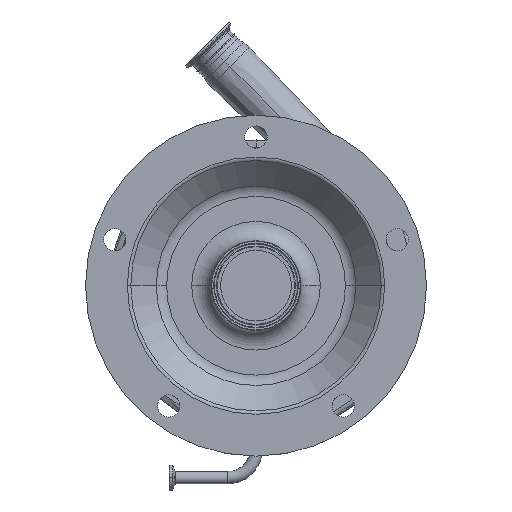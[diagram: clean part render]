
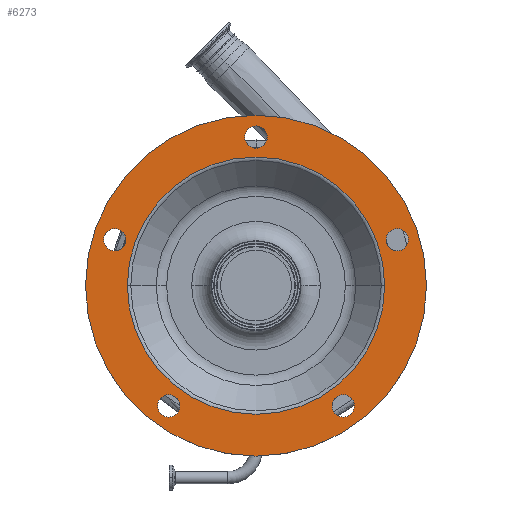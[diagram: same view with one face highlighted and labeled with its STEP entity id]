
A CAD part, top view. The second image highlights one B-rep face of the part: STEP entity #6273.
In plain terms, the highlighted planar face has unit normal (0, 0, 1).
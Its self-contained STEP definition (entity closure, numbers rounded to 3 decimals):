
#56 = VERTEX_POINT ( 'NONE', #12184 ) ;
#254 = AXIS2_PLACEMENT_3D ( 'NONE', #12944, #8665, #11926 ) ;
#304 = CARTESIAN_POINT ( 'NONE',  ( 0., 0., 266.5 ) ) ;
#325 = VERTEX_POINT ( 'NONE', #11502 ) ;
#492 = ORIENTED_EDGE ( 'NONE', *, *, #12183, .T. ) ;
#610 = ORIENTED_EDGE ( 'NONE', *, *, #7839, .F. ) ;
#651 = ORIENTED_EDGE ( 'NONE', *, *, #3030, .F. ) ;
#720 = CIRCLE ( 'NONE', #9024, 11.5 ) ;
#790 = DIRECTION ( 'NONE',  ( 0., 0., -1. ) ) ;
#872 = VERTEX_POINT ( 'NONE', #6599 ) ;
#948 = AXIS2_PLACEMENT_3D ( 'NONE', #7670, #11840, #9924 ) ;
#956 = VERTEX_POINT ( 'NONE', #6673 ) ;
#978 = CARTESIAN_POINT ( 'NONE',  ( 145.036, 47.125, 266.5 ) ) ;
#989 = DIRECTION ( 'NONE',  ( 0., 0., 1. ) ) ;
#1033 = CARTESIAN_POINT ( 'NONE',  ( -132.071, 0., 266.5 ) ) ;
#1089 = ORIENTED_EDGE ( 'NONE', *, *, #10782, .F. ) ;
#1298 = DIRECTION ( 'NONE',  ( 0., 0., 1. ) ) ;
#1465 = CARTESIAN_POINT ( 'NONE',  ( 89.637, -123.375, 266.5 ) ) ;
#1592 = EDGE_LOOP ( 'NONE', ( #1835, #1089 ) ) ;
#1652 = DIRECTION ( 'NONE',  ( 0., 0., 1. ) ) ;
#1688 = EDGE_LOOP ( 'NONE', ( #7061, #492 ) ) ;
#1741 = CARTESIAN_POINT ( 'NONE',  ( 11.5, 152.5, 266.5 ) ) ;
#1752 = CARTESIAN_POINT ( 'NONE',  ( 132.071, 0., 266.5 ) ) ;
#1835 = ORIENTED_EDGE ( 'NONE', *, *, #9306, .F. ) ;
#1948 = FACE_BOUND ( 'NONE', #1592, .T. ) ;
#1981 = DIRECTION ( 'NONE',  ( 0., 0., -1. ) ) ;
#2309 = ORIENTED_EDGE ( 'NONE', *, *, #2507, .F. ) ;
#2507 = EDGE_CURVE ( 'NONE', #3527, #325, #12013, .T. ) ;
#2520 = CIRCLE ( 'NONE', #4328, 175. ) ;
#2599 = AXIS2_PLACEMENT_3D ( 'NONE', #6503, #1298, #7318 ) ;
#2602 = AXIS2_PLACEMENT_3D ( 'NONE', #10116, #1981, #6173 ) ;
#2652 = EDGE_CURVE ( 'NONE', #872, #9032, #11803, .T. ) ;
#2689 = DIRECTION ( 'NONE',  ( 0., 0., 1. ) ) ;
#2915 = PLANE ( 'NONE',  #9771 ) ;
#2994 = VERTEX_POINT ( 'NONE', #1033 ) ;
#3030 = EDGE_CURVE ( 'NONE', #325, #3527, #7464, .T. ) ;
#3216 = VERTEX_POINT ( 'NONE', #9929 ) ;
#3338 = ORIENTED_EDGE ( 'NONE', *, *, #2652, .F. ) ;
#3527 = VERTEX_POINT ( 'NONE', #12882 ) ;
#3995 = DIRECTION ( 'NONE',  ( 1., 0., 0. ) ) ;
#4121 = EDGE_CURVE ( 'NONE', #956, #56, #13521, .T. ) ;
#4328 = AXIS2_PLACEMENT_3D ( 'NONE', #304, #12788, #8820 ) ;
#4330 = EDGE_CURVE ( 'NONE', #4634, #8287, #5471, .T. ) ;
#4587 = DIRECTION ( 'NONE',  ( 1., 0., 0. ) ) ;
#4634 = VERTEX_POINT ( 'NONE', #9293 ) ;
#4717 = AXIS2_PLACEMENT_3D ( 'NONE', #5242, #6377, #7385 ) ;
#4790 = ORIENTED_EDGE ( 'NONE', *, *, #4330, .F. ) ;
#4945 = AXIS2_PLACEMENT_3D ( 'NONE', #9207, #12362, #11536 ) ;
#5052 = CARTESIAN_POINT ( 'NONE',  ( 0., 175., 266.5 ) ) ;
#5103 = DIRECTION ( 'NONE',  ( 1., 0., 0. ) ) ;
#5117 = EDGE_CURVE ( 'NONE', #9032, #872, #7777, .T. ) ;
#5242 = CARTESIAN_POINT ( 'NONE',  ( 0., 0., 266.5 ) ) ;
#5471 = CIRCLE ( 'NONE', #13071, 11.5 ) ;
#5559 = DIRECTION ( 'NONE',  ( 0., 0., 1. ) ) ;
#5561 = CIRCLE ( 'NONE', #948, 11.5 ) ;
#5744 = EDGE_LOOP ( 'NONE', ( #610, #11576 ) ) ;
#5840 = CARTESIAN_POINT ( 'NONE',  ( 145.036, 47.125, 266.5 ) ) ;
#5938 = AXIS2_PLACEMENT_3D ( 'NONE', #6202, #989, #10350 ) ;
#6139 = DIRECTION ( 'NONE',  ( -1., 0., 0. ) ) ;
#6173 = DIRECTION ( 'NONE',  ( -1., 0., 0. ) ) ;
#6202 = CARTESIAN_POINT ( 'NONE',  ( 89.637, -123.375, 266.5 ) ) ;
#6273 = ADVANCED_FACE ( 'NONE', ( #7273, #8382, #8256, #1948, #12262, #13427, #11378 ), #2915, .F. ) ;
#6333 = CIRCLE ( 'NONE', #2599, 11.5 ) ;
#6377 = DIRECTION ( 'NONE',  ( 0., 0., -1. ) ) ;
#6469 = DIRECTION ( 'NONE',  ( 1., 0., 0. ) ) ;
#6503 = CARTESIAN_POINT ( 'NONE',  ( 0., 152.5, 266.5 ) ) ;
#6599 = CARTESIAN_POINT ( 'NONE',  ( 101.137, -123.375, 266.5 ) ) ;
#6673 = CARTESIAN_POINT ( 'NONE',  ( 175., 0., 266.5 ) ) ;
#6708 = CARTESIAN_POINT ( 'NONE',  ( -156.536, 47.125, 266.5 ) ) ;
#7061 = ORIENTED_EDGE ( 'NONE', *, *, #12538, .T. ) ;
#7185 = EDGE_CURVE ( 'NONE', #8287, #4634, #6333, .T. ) ;
#7250 = AXIS2_PLACEMENT_3D ( 'NONE', #12827, #5559, #4587 ) ;
#7273 = FACE_BOUND ( 'NONE', #5744, .T. ) ;
#7318 = DIRECTION ( 'NONE',  ( 1., 0., 0. ) ) ;
#7319 = CARTESIAN_POINT ( 'NONE',  ( 0., 152.5, 266.5 ) ) ;
#7385 = DIRECTION ( 'NONE',  ( -1., 0., 0. ) ) ;
#7411 = ORIENTED_EDGE ( 'NONE', *, *, #12009, .F. ) ;
#7464 = CIRCLE ( 'NONE', #7250, 11.5 ) ;
#7670 = CARTESIAN_POINT ( 'NONE',  ( -145.036, 47.125, 266.5 ) ) ;
#7751 = ORIENTED_EDGE ( 'NONE', *, *, #7185, .F. ) ;
#7777 = CIRCLE ( 'NONE', #8234, 11.5 ) ;
#7839 = EDGE_CURVE ( 'NONE', #8596, #9518, #13122, .T. ) ;
#7980 = CIRCLE ( 'NONE', #4945, 132.071 ) ;
#8017 = ORIENTED_EDGE ( 'NONE', *, *, #4121, .F. ) ;
#8160 = DIRECTION ( 'NONE',  ( 0., 0., 1. ) ) ;
#8234 = AXIS2_PLACEMENT_3D ( 'NONE', #1465, #9794, #6469 ) ;
#8256 = FACE_BOUND ( 'NONE', #10547, .T. ) ;
#8287 = VERTEX_POINT ( 'NONE', #1741 ) ;
#8330 = CARTESIAN_POINT ( 'NONE',  ( 133.536, 47.125, 266.5 ) ) ;
#8382 = FACE_BOUND ( 'NONE', #10688, .T. ) ;
#8596 = VERTEX_POINT ( 'NONE', #8681 ) ;
#8665 = DIRECTION ( 'NONE',  ( 0., 0., 1. ) ) ;
#8681 = CARTESIAN_POINT ( 'NONE',  ( -133.536, 47.125, 266.5 ) ) ;
#8820 = DIRECTION ( 'NONE',  ( -1., 0., 0. ) ) ;
#8899 = DIRECTION ( 'NONE',  ( 1., 0., 0. ) ) ;
#8994 = CARTESIAN_POINT ( 'NONE',  ( 78.137, -123.375, 266.5 ) ) ;
#9024 = AXIS2_PLACEMENT_3D ( 'NONE', #978, #8160, #5103 ) ;
#9032 = VERTEX_POINT ( 'NONE', #8994 ) ;
#9098 = DIRECTION ( 'NONE',  ( 1., 0., 0. ) ) ;
#9185 = EDGE_CURVE ( 'NONE', #9518, #8596, #5561, .T. ) ;
#9199 = AXIS2_PLACEMENT_3D ( 'NONE', #11085, #13267, #3995 ) ;
#9207 = CARTESIAN_POINT ( 'NONE',  ( 0., 0., 266.5 ) ) ;
#9293 = CARTESIAN_POINT ( 'NONE',  ( -11.5, 152.5, 266.5 ) ) ;
#9306 = EDGE_CURVE ( 'NONE', #3216, #11454, #720, .T. ) ;
#9518 = VERTEX_POINT ( 'NONE', #6708 ) ;
#9771 = AXIS2_PLACEMENT_3D ( 'NONE', #5052, #790, #6139 ) ;
#9794 = DIRECTION ( 'NONE',  ( 0., 0., 1. ) ) ;
#9924 = DIRECTION ( 'NONE',  ( 1., 0., 0. ) ) ;
#9929 = CARTESIAN_POINT ( 'NONE',  ( 156.536, 47.125, 266.5 ) ) ;
#9963 = ORIENTED_EDGE ( 'NONE', *, *, #5117, .F. ) ;
#10116 = CARTESIAN_POINT ( 'NONE',  ( 0., 0., 266.5 ) ) ;
#10155 = CIRCLE ( 'NONE', #4717, 132.071 ) ;
#10350 = DIRECTION ( 'NONE',  ( 1., 0., 0. ) ) ;
#10547 = EDGE_LOOP ( 'NONE', ( #3338, #9963 ) ) ;
#10688 = EDGE_LOOP ( 'NONE', ( #651, #2309 ) ) ;
#10782 = EDGE_CURVE ( 'NONE', #11454, #3216, #12946, .T. ) ;
#11085 = CARTESIAN_POINT ( 'NONE',  ( -145.036, 47.125, 266.5 ) ) ;
#11252 = AXIS2_PLACEMENT_3D ( 'NONE', #5840, #1652, #9098 ) ;
#11310 = EDGE_LOOP ( 'NONE', ( #7751, #4790 ) ) ;
#11378 = FACE_BOUND ( 'NONE', #11310, .T. ) ;
#11454 = VERTEX_POINT ( 'NONE', #8330 ) ;
#11502 = CARTESIAN_POINT ( 'NONE',  ( -78.137, -123.375, 266.5 ) ) ;
#11536 = DIRECTION ( 'NONE',  ( -1., 0., 0. ) ) ;
#11576 = ORIENTED_EDGE ( 'NONE', *, *, #9185, .F. ) ;
#11803 = CIRCLE ( 'NONE', #5938, 11.5 ) ;
#11840 = DIRECTION ( 'NONE',  ( 0., 0., 1. ) ) ;
#11926 = DIRECTION ( 'NONE',  ( 1., 0., 0. ) ) ;
#12009 = EDGE_CURVE ( 'NONE', #56, #956, #2520, .T. ) ;
#12013 = CIRCLE ( 'NONE', #254, 11.5 ) ;
#12183 = EDGE_CURVE ( 'NONE', #13270, #2994, #10155, .T. ) ;
#12184 = CARTESIAN_POINT ( 'NONE',  ( -175., 0., 266.5 ) ) ;
#12262 = FACE_BOUND ( 'NONE', #1688, .T. ) ;
#12362 = DIRECTION ( 'NONE',  ( 0., 0., -1. ) ) ;
#12538 = EDGE_CURVE ( 'NONE', #2994, #13270, #7980, .T. ) ;
#12788 = DIRECTION ( 'NONE',  ( 0., 0., -1. ) ) ;
#12827 = CARTESIAN_POINT ( 'NONE',  ( -89.637, -123.375, 266.5 ) ) ;
#12882 = CARTESIAN_POINT ( 'NONE',  ( -101.137, -123.375, 266.5 ) ) ;
#12943 = EDGE_LOOP ( 'NONE', ( #7411, #8017 ) ) ;
#12944 = CARTESIAN_POINT ( 'NONE',  ( -89.637, -123.375, 266.5 ) ) ;
#12946 = CIRCLE ( 'NONE', #11252, 11.5 ) ;
#13071 = AXIS2_PLACEMENT_3D ( 'NONE', #7319, #2689, #8899 ) ;
#13122 = CIRCLE ( 'NONE', #9199, 11.5 ) ;
#13267 = DIRECTION ( 'NONE',  ( 0., 0., 1. ) ) ;
#13270 = VERTEX_POINT ( 'NONE', #1752 ) ;
#13427 = FACE_OUTER_BOUND ( 'NONE', #12943, .T. ) ;
#13521 = CIRCLE ( 'NONE', #2602, 175. ) ;
